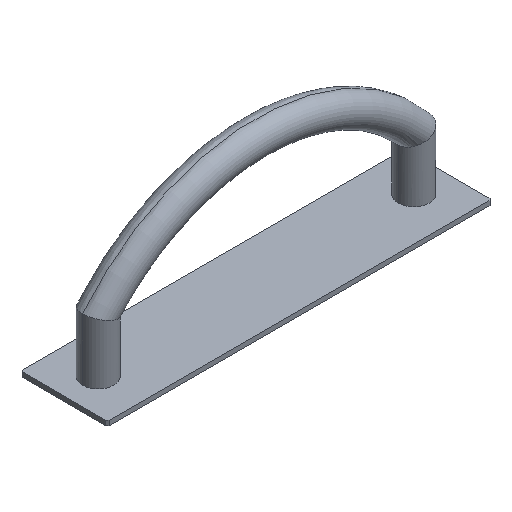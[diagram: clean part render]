
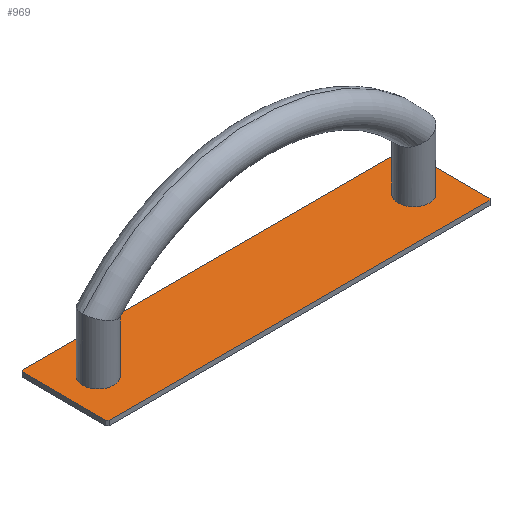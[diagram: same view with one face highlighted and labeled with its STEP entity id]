
A CAD part, isometric view. The second image highlights one B-rep face of the part: STEP entity #969.
In plain terms, the highlighted planar face has unit normal (0, 0, 1).
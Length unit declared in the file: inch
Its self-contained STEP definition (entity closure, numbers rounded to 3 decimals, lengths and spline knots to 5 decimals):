
#148=DIRECTION('',(-0.707,0.707,0.));
#149=VECTOR('',#148,0.05515);
#150=CARTESIAN_POINT('',(4.86614,1.06335,0.1181));
#151=LINE('',#150,#149);
#152=DIRECTION('',(0.,1.,0.));
#153=VECTOR('',#152,2.1267);
#154=CARTESIAN_POINT('',(4.86614,-1.06335,0.1181));
#155=LINE('',#154,#153);
#156=DIRECTION('',(0.707,0.707,0.));
#157=VECTOR('',#156,0.05515);
#158=CARTESIAN_POINT('',(4.82714,-1.10235,0.1181));
#159=LINE('',#158,#157);
#160=DIRECTION('',(1.,0.,0.));
#161=VECTOR('',#160,9.65428);
#162=CARTESIAN_POINT('',(-4.82714,-1.10235,0.1181));
#163=LINE('',#162,#161);
#164=DIRECTION('',(0.707,-0.707,0.));
#165=VECTOR('',#164,0.05515);
#166=CARTESIAN_POINT('',(-4.86614,-1.06335,0.1181));
#167=LINE('',#166,#165);
#168=DIRECTION('',(0.,-1.,0.));
#169=VECTOR('',#168,2.1267);
#170=CARTESIAN_POINT('',(-4.86614,1.06335,0.1181));
#171=LINE('',#170,#169);
#172=DIRECTION('',(-0.707,-0.707,0.));
#173=VECTOR('',#172,0.05515);
#174=CARTESIAN_POINT('',(-4.82714,1.10235,0.1181));
#175=LINE('',#174,#173);
#176=DIRECTION('',(-1.,0.,0.));
#177=VECTOR('',#176,9.65428);
#178=CARTESIAN_POINT('',(4.82714,1.10235,0.1181));
#179=LINE('',#178,#177);
#180=CARTESIAN_POINT('',(4.,0.,0.1181));
#181=DIRECTION('',(0.,0.,1.));
#182=DIRECTION('',(-1.,0.,0.));
#183=AXIS2_PLACEMENT_3D('',#180,#181,#182);
#185=CARTESIAN_POINT('',(4.,0.,0.1181));
#186=DIRECTION('',(0.,0.,1.));
#187=DIRECTION('',(1.,0.,0.));
#188=AXIS2_PLACEMENT_3D('',#185,#186,#187);
#190=CARTESIAN_POINT('',(-4.,0.,0.1181));
#191=DIRECTION('',(0.,0.,-1.));
#192=DIRECTION('',(1.,0.,0.));
#193=AXIS2_PLACEMENT_3D('',#190,#191,#192);
#195=CARTESIAN_POINT('',(-4.,0.,0.1181));
#196=DIRECTION('',(0.,0.,-1.));
#197=DIRECTION('',(-1.,0.,0.));
#198=AXIS2_PLACEMENT_3D('',#195,#196,#197);
#624=CARTESIAN_POINT('',(4.86614,1.06335,0.1181));
#625=VERTEX_POINT('',#624);
#626=CARTESIAN_POINT('',(4.82714,1.10235,0.1181));
#627=VERTEX_POINT('',#626);
#632=CARTESIAN_POINT('',(4.82714,-1.10235,0.1181));
#633=VERTEX_POINT('',#632);
#634=CARTESIAN_POINT('',(4.86614,-1.06335,0.1181));
#635=VERTEX_POINT('',#634);
#640=CARTESIAN_POINT('',(-4.82714,1.10235,0.1181));
#641=VERTEX_POINT('',#640);
#642=CARTESIAN_POINT('',(-4.86614,1.06335,0.1181));
#643=VERTEX_POINT('',#642);
#648=CARTESIAN_POINT('',(-4.86614,-1.06335,0.1181));
#649=VERTEX_POINT('',#648);
#650=CARTESIAN_POINT('',(-4.82714,-1.10235,0.1181));
#651=VERTEX_POINT('',#650);
#692=CARTESIAN_POINT('',(3.6063,0.,0.1181));
#693=CARTESIAN_POINT('',(4.3937,0.,0.1181));
#694=VERTEX_POINT('',#692);
#695=VERTEX_POINT('',#693);
#696=CARTESIAN_POINT('',(-3.6063,0.,0.1181));
#697=CARTESIAN_POINT('',(-4.3937,0.,0.1181));
#698=VERTEX_POINT('',#696);
#699=VERTEX_POINT('',#697);
#942=CARTESIAN_POINT('',(0.,0.,0.1181));
#943=DIRECTION('',(0.,0.,1.));
#944=DIRECTION('',(1.,0.,0.));
#945=AXIS2_PLACEMENT_3D('',#942,#943,#944);
#946=PLANE('',#945);
#947=ORIENTED_EDGE('',*,*,#838,.F.);
#948=ORIENTED_EDGE('',*,*,#854,.F.);
#949=ORIENTED_EDGE('',*,*,#867,.F.);
#950=ORIENTED_EDGE('',*,*,#882,.F.);
#951=ORIENTED_EDGE('',*,*,#895,.F.);
#952=ORIENTED_EDGE('',*,*,#908,.F.);
#953=ORIENTED_EDGE('',*,*,#923,.F.);
#954=ORIENTED_EDGE('',*,*,#935,.F.);
#955=EDGE_LOOP('',(#947,#948,#949,#950,#951,#952,#953,#954));
#956=FACE_OUTER_BOUND('',#955,.F.);
#958=ORIENTED_EDGE('',*,*,#957,.T.);
#960=ORIENTED_EDGE('',*,*,#959,.T.);
#961=EDGE_LOOP('',(#958,#960));
#962=FACE_BOUND('',#961,.F.);
#964=ORIENTED_EDGE('',*,*,#963,.F.);
#966=ORIENTED_EDGE('',*,*,#965,.F.);
#967=EDGE_LOOP('',(#964,#966));
#968=FACE_BOUND('',#967,.F.);
#969=ADVANCED_FACE('',(#956,#962,#968),#946,.T.);
#184=CIRCLE('',#183,0.3937);
#189=CIRCLE('',#188,0.3937);
#194=CIRCLE('',#193,0.3937);
#199=CIRCLE('',#198,0.3937);
#838=EDGE_CURVE('',#625,#627,#151,.T.);
#854=EDGE_CURVE('',#635,#625,#155,.T.);
#867=EDGE_CURVE('',#633,#635,#159,.T.);
#882=EDGE_CURVE('',#651,#633,#163,.T.);
#895=EDGE_CURVE('',#649,#651,#167,.T.);
#908=EDGE_CURVE('',#643,#649,#171,.T.);
#923=EDGE_CURVE('',#641,#643,#175,.T.);
#935=EDGE_CURVE('',#627,#641,#179,.T.);
#957=EDGE_CURVE('',#694,#695,#184,.T.);
#959=EDGE_CURVE('',#695,#694,#189,.T.);
#963=EDGE_CURVE('',#698,#699,#194,.T.);
#965=EDGE_CURVE('',#699,#698,#199,.T.);
